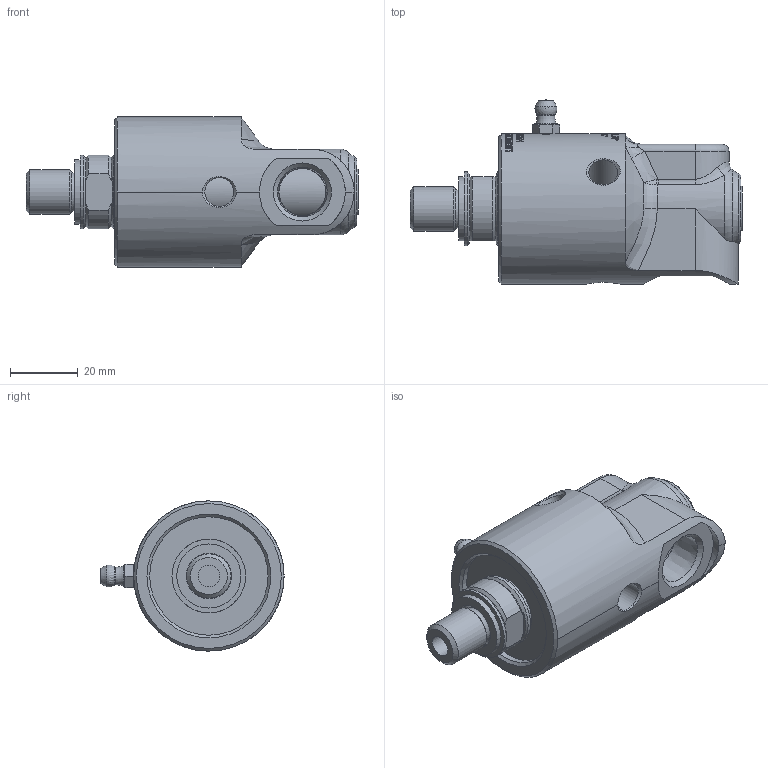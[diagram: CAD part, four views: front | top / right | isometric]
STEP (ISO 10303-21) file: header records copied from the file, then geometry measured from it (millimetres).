
FILE_DESCRIPTION(/* description */ (''),/* implementation_level */ '2;1');
FILE_NAME(/* name */ '57-050-677-ICd.stp',/* time_stamp */ '2022-01-10T14:47:02-06:00',/* author */ ('dyurkovich'),/* organization */ (''),/* preprocessor_version */ 'ST-DEVELOPER v18.1',/* originating_system */ 'Autodesk Inventor 2022',/* authorisation */ '');
FILE_SCHEMA (('AUTOMOTIVE_DESIGN { 1 0 10303 214 3 1 1 }'));
Products named in the file (1): 57-050-677-IC
Bounding box: 98.3 x 54.49 x 44.5 mm (x, y, z)
Volume: 88108.8 mm3; surface area: 16526.5 mm2
Topology: 2 solids, 2 shells, 865 faces, 2284 edges, 1510 vertices
Faces by surface type: bspline 373, plane 346, cylinder 109, cone 26, torus 9, sphere 2
Full cylindrical faces by diameter (mm): 6.325 x1, 6.4 x1, 8.6 x3, 13.157 x1, 13.5 x1, 13.889 x1, 19 x1, 19.15 x1, 21.84 x2, 35.05 x1
Entity records: 65371 total; most frequent: CARTESIAN_POINT 45633, ORIENTED_EDGE 4566, DIRECTION 3122, EDGE_CURVE 2283, VERTEX_POINT 1514, AXIS2_PLACEMENT_3D 1059, LINE 1004, VECTOR 1004
